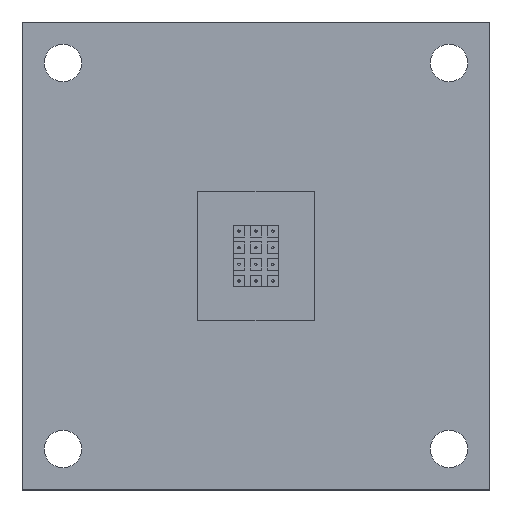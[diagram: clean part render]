
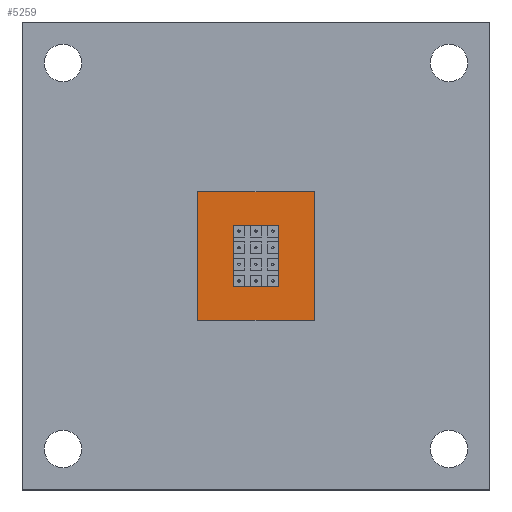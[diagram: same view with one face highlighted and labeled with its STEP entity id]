
A CAD part, top view. The second image highlights one B-rep face of the part: STEP entity #5259.
In plain terms, the highlighted planar face has unit normal (0, 0, 1).
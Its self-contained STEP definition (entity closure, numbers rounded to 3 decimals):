
#168 = PLANE('',#169);
#169 = AXIS2_PLACEMENT_3D('',#170,#171,#172);
#170 = CARTESIAN_POINT('',(2.62,-1.945,3.28));
#171 = DIRECTION('',(0.,-1.,0.));
#172 = DIRECTION('',(-1.,0.,0.));
#603 = PLANE('',#604);
#604 = AXIS2_PLACEMENT_3D('',#605,#606,#607);
#605 = CARTESIAN_POINT('',(-2.62,1.945,3.28));
#606 = DIRECTION('',(0.,1.,0.));
#607 = DIRECTION('',(1.,0.,0.));
#657 = PLANE('',#658);
#658 = AXIS2_PLACEMENT_3D('',#659,#660,#661);
#659 = CARTESIAN_POINT('',(-2.62,-1.945,3.28));
#660 = DIRECTION('',(-1.,0.,0.));
#661 = DIRECTION('',(0.,1.,0.));
#882 = PLANE('',#883);
#883 = AXIS2_PLACEMENT_3D('',#884,#885,#886);
#884 = CARTESIAN_POINT('',(2.62,1.945,3.28));
#885 = DIRECTION('',(1.,0.,0.));
#886 = DIRECTION('',(0.,-1.,0.));
#4710 = VERTEX_POINT('',#4711);
#4711 = CARTESIAN_POINT('',(-2.62,1.945,3.28));
#4742 = VERTEX_POINT('',#4743);
#4743 = CARTESIAN_POINT('',(-2.62,-1.945,3.28));
#4764 = EDGE_CURVE('',#4742,#4710,#4765,.T.);
#4765 = SURFACE_CURVE('',#4766,(#4770,#4777),.PCURVE_S1.);
#4766 = LINE('',#4767,#4768);
#4767 = CARTESIAN_POINT('',(-2.62,-0.973,3.28));
#4768 = VECTOR('',#4769,1.);
#4769 = DIRECTION('',(0.,1.,0.));
#4770 = PCURVE('',#657,#4771);
#4771 = DEFINITIONAL_REPRESENTATION('',(#4772),#4776);
#4772 = LINE('',#4773,#4774);
#4773 = CARTESIAN_POINT('',(0.973,0.));
#4774 = VECTOR('',#4775,1.);
#4775 = DIRECTION('',(1.,0.));
#4776 = ( GEOMETRIC_REPRESENTATION_CONTEXT(2) 
PARAMETRIC_REPRESENTATION_CONTEXT() REPRESENTATION_CONTEXT('2D SPACE',''
  ) );
#4777 = PCURVE('',#4778,#4783);
#4778 = PLANE('',#4779);
#4779 = AXIS2_PLACEMENT_3D('',#4780,#4781,#4782);
#4780 = CARTESIAN_POINT('',(0.,0.,3.28));
#4781 = DIRECTION('',(0.,0.,1.));
#4782 = DIRECTION('',(1.,0.,-0.));
#4783 = DEFINITIONAL_REPRESENTATION('',(#4784),#4788);
#4784 = LINE('',#4785,#4786);
#4785 = CARTESIAN_POINT('',(-2.62,-0.973));
#4786 = VECTOR('',#4787,1.);
#4787 = DIRECTION('',(0.,1.));
#4788 = ( GEOMETRIC_REPRESENTATION_CONTEXT(2) 
PARAMETRIC_REPRESENTATION_CONTEXT() REPRESENTATION_CONTEXT('2D SPACE',''
  ) );
#4808 = VERTEX_POINT('',#4809);
#4809 = CARTESIAN_POINT('',(2.62,-1.945,3.28));
#4830 = EDGE_CURVE('',#4808,#4742,#4831,.T.);
#4831 = SURFACE_CURVE('',#4832,(#4836,#4843),.PCURVE_S1.);
#4832 = LINE('',#4833,#4834);
#4833 = CARTESIAN_POINT('',(1.31,-1.945,3.28));
#4834 = VECTOR('',#4835,1.);
#4835 = DIRECTION('',(-1.,0.,0.));
#4836 = PCURVE('',#168,#4837);
#4837 = DEFINITIONAL_REPRESENTATION('',(#4838),#4842);
#4838 = LINE('',#4839,#4840);
#4839 = CARTESIAN_POINT('',(1.31,-0.));
#4840 = VECTOR('',#4841,1.);
#4841 = DIRECTION('',(1.,0.));
#4842 = ( GEOMETRIC_REPRESENTATION_CONTEXT(2) 
PARAMETRIC_REPRESENTATION_CONTEXT() REPRESENTATION_CONTEXT('2D SPACE',''
  ) );
#4843 = PCURVE('',#4778,#4844);
#4844 = DEFINITIONAL_REPRESENTATION('',(#4845),#4849);
#4845 = LINE('',#4846,#4847);
#4846 = CARTESIAN_POINT('',(1.31,-1.945));
#4847 = VECTOR('',#4848,1.);
#4848 = DIRECTION('',(-1.,0.));
#4849 = ( GEOMETRIC_REPRESENTATION_CONTEXT(2) 
PARAMETRIC_REPRESENTATION_CONTEXT() REPRESENTATION_CONTEXT('2D SPACE',''
  ) );
#4865 = VERTEX_POINT('',#4866);
#4866 = CARTESIAN_POINT('',(2.62,1.945,3.28));
#4887 = EDGE_CURVE('',#4865,#4808,#4888,.T.);
#4888 = SURFACE_CURVE('',#4889,(#4893,#4900),.PCURVE_S1.);
#4889 = LINE('',#4890,#4891);
#4890 = CARTESIAN_POINT('',(2.62,0.973,3.28));
#4891 = VECTOR('',#4892,1.);
#4892 = DIRECTION('',(0.,-1.,0.));
#4893 = PCURVE('',#882,#4894);
#4894 = DEFINITIONAL_REPRESENTATION('',(#4895),#4899);
#4895 = LINE('',#4896,#4897);
#4896 = CARTESIAN_POINT('',(0.973,0.));
#4897 = VECTOR('',#4898,1.);
#4898 = DIRECTION('',(1.,0.));
#4899 = ( GEOMETRIC_REPRESENTATION_CONTEXT(2) 
PARAMETRIC_REPRESENTATION_CONTEXT() REPRESENTATION_CONTEXT('2D SPACE',''
  ) );
#4900 = PCURVE('',#4778,#4901);
#4901 = DEFINITIONAL_REPRESENTATION('',(#4902),#4906);
#4902 = LINE('',#4903,#4904);
#4903 = CARTESIAN_POINT('',(2.62,0.973));
#4904 = VECTOR('',#4905,1.);
#4905 = DIRECTION('',(0.,-1.));
#4906 = ( GEOMETRIC_REPRESENTATION_CONTEXT(2) 
PARAMETRIC_REPRESENTATION_CONTEXT() REPRESENTATION_CONTEXT('2D SPACE',''
  ) );
#4911 = EDGE_CURVE('',#4710,#4865,#4912,.T.);
#4912 = SURFACE_CURVE('',#4913,(#4917,#4924),.PCURVE_S1.);
#4913 = LINE('',#4914,#4915);
#4914 = CARTESIAN_POINT('',(-1.31,1.945,3.28));
#4915 = VECTOR('',#4916,1.);
#4916 = DIRECTION('',(1.,0.,0.));
#4917 = PCURVE('',#603,#4918);
#4918 = DEFINITIONAL_REPRESENTATION('',(#4919),#4923);
#4919 = LINE('',#4920,#4921);
#4920 = CARTESIAN_POINT('',(1.31,0.));
#4921 = VECTOR('',#4922,1.);
#4922 = DIRECTION('',(1.,0.));
#4923 = ( GEOMETRIC_REPRESENTATION_CONTEXT(2) 
PARAMETRIC_REPRESENTATION_CONTEXT() REPRESENTATION_CONTEXT('2D SPACE',''
  ) );
#4924 = PCURVE('',#4778,#4925);
#4925 = DEFINITIONAL_REPRESENTATION('',(#4926),#4930);
#4926 = LINE('',#4927,#4928);
#4927 = CARTESIAN_POINT('',(-1.31,1.945));
#4928 = VECTOR('',#4929,1.);
#4929 = DIRECTION('',(1.,0.));
#4930 = ( GEOMETRIC_REPRESENTATION_CONTEXT(2) 
PARAMETRIC_REPRESENTATION_CONTEXT() REPRESENTATION_CONTEXT('2D SPACE',''
  ) );
#4965 = PLANE('',#4966);
#4966 = AXIS2_PLACEMENT_3D('',#4967,#4968,#4969);
#4967 = CARTESIAN_POINT('',(5.5,-5.,1.72));
#4968 = DIRECTION('',(1.,0.,0.));
#4969 = DIRECTION('',(-0.,1.,0.));
#4990 = VERTEX_POINT('',#4991);
#4991 = CARTESIAN_POINT('',(5.5,5.,3.28));
#5005 = PLANE('',#5006);
#5006 = AXIS2_PLACEMENT_3D('',#5007,#5008,#5009);
#5007 = CARTESIAN_POINT('',(5.5,5.,1.72));
#5008 = DIRECTION('',(0.,1.,0.));
#5009 = DIRECTION('',(-1.,0.,0.));
#5017 = EDGE_CURVE('',#5018,#4990,#5020,.T.);
#5018 = VERTEX_POINT('',#5019);
#5019 = CARTESIAN_POINT('',(5.5,-5.,3.28));
#5020 = SURFACE_CURVE('',#5021,(#5025,#5032),.PCURVE_S1.);
#5021 = LINE('',#5022,#5023);
#5022 = CARTESIAN_POINT('',(5.5,5.,3.28));
#5023 = VECTOR('',#5024,1.);
#5024 = DIRECTION('',(0.,1.,0.));
#5025 = PCURVE('',#4965,#5026);
#5026 = DEFINITIONAL_REPRESENTATION('',(#5027),#5031);
#5027 = LINE('',#5028,#5029);
#5028 = CARTESIAN_POINT('',(10.,1.56));
#5029 = VECTOR('',#5030,1.);
#5030 = DIRECTION('',(1.,0.));
#5031 = ( GEOMETRIC_REPRESENTATION_CONTEXT(2) 
PARAMETRIC_REPRESENTATION_CONTEXT() REPRESENTATION_CONTEXT('2D SPACE',''
  ) );
#5032 = PCURVE('',#4778,#5033);
#5033 = DEFINITIONAL_REPRESENTATION('',(#5034),#5038);
#5034 = LINE('',#5035,#5036);
#5035 = CARTESIAN_POINT('',(5.5,5.));
#5036 = VECTOR('',#5037,1.);
#5037 = DIRECTION('',(0.,1.));
#5038 = ( GEOMETRIC_REPRESENTATION_CONTEXT(2) 
PARAMETRIC_REPRESENTATION_CONTEXT() REPRESENTATION_CONTEXT('2D SPACE',''
  ) );
#5054 = PLANE('',#5055);
#5055 = AXIS2_PLACEMENT_3D('',#5056,#5057,#5058);
#5056 = CARTESIAN_POINT('',(-5.5,-5.,1.72));
#5057 = DIRECTION('',(0.,-1.,0.));
#5058 = DIRECTION('',(1.,0.,0.));
#5093 = EDGE_CURVE('',#5094,#5018,#5096,.T.);
#5094 = VERTEX_POINT('',#5095);
#5095 = CARTESIAN_POINT('',(-5.5,-5.,3.28));
#5096 = SURFACE_CURVE('',#5097,(#5101,#5108),.PCURVE_S1.);
#5097 = LINE('',#5098,#5099);
#5098 = CARTESIAN_POINT('',(5.5,-5.,3.28));
#5099 = VECTOR('',#5100,1.);
#5100 = DIRECTION('',(1.,0.,0.));
#5101 = PCURVE('',#5054,#5102);
#5102 = DEFINITIONAL_REPRESENTATION('',(#5103),#5107);
#5103 = LINE('',#5104,#5105);
#5104 = CARTESIAN_POINT('',(11.,1.56));
#5105 = VECTOR('',#5106,1.);
#5106 = DIRECTION('',(1.,0.));
#5107 = ( GEOMETRIC_REPRESENTATION_CONTEXT(2) 
PARAMETRIC_REPRESENTATION_CONTEXT() REPRESENTATION_CONTEXT('2D SPACE',''
  ) );
#5108 = PCURVE('',#4778,#5109);
#5109 = DEFINITIONAL_REPRESENTATION('',(#5110),#5114);
#5110 = LINE('',#5111,#5112);
#5111 = CARTESIAN_POINT('',(5.5,-5.));
#5112 = VECTOR('',#5113,1.);
#5113 = DIRECTION('',(1.,0.));
#5114 = ( GEOMETRIC_REPRESENTATION_CONTEXT(2) 
PARAMETRIC_REPRESENTATION_CONTEXT() REPRESENTATION_CONTEXT('2D SPACE',''
  ) );
#5130 = PLANE('',#5131);
#5131 = AXIS2_PLACEMENT_3D('',#5132,#5133,#5134);
#5132 = CARTESIAN_POINT('',(-5.5,5.,1.72));
#5133 = DIRECTION('',(-1.,0.,0.));
#5134 = DIRECTION('',(0.,-1.,0.));
#5169 = EDGE_CURVE('',#5170,#5094,#5172,.T.);
#5170 = VERTEX_POINT('',#5171);
#5171 = CARTESIAN_POINT('',(-5.5,5.,3.28));
#5172 = SURFACE_CURVE('',#5173,(#5177,#5184),.PCURVE_S1.);
#5173 = LINE('',#5174,#5175);
#5174 = CARTESIAN_POINT('',(-5.5,-5.,3.28));
#5175 = VECTOR('',#5176,1.);
#5176 = DIRECTION('',(0.,-1.,0.));
#5177 = PCURVE('',#5130,#5178);
#5178 = DEFINITIONAL_REPRESENTATION('',(#5179),#5183);
#5179 = LINE('',#5180,#5181);
#5180 = CARTESIAN_POINT('',(10.,1.56));
#5181 = VECTOR('',#5182,1.);
#5182 = DIRECTION('',(1.,0.));
#5183 = ( GEOMETRIC_REPRESENTATION_CONTEXT(2) 
PARAMETRIC_REPRESENTATION_CONTEXT() REPRESENTATION_CONTEXT('2D SPACE',''
  ) );
#5184 = PCURVE('',#4778,#5185);
#5185 = DEFINITIONAL_REPRESENTATION('',(#5186),#5190);
#5186 = LINE('',#5187,#5188);
#5187 = CARTESIAN_POINT('',(-5.5,-5.));
#5188 = VECTOR('',#5189,1.);
#5189 = DIRECTION('',(0.,-1.));
#5190 = ( GEOMETRIC_REPRESENTATION_CONTEXT(2) 
PARAMETRIC_REPRESENTATION_CONTEXT() REPRESENTATION_CONTEXT('2D SPACE',''
  ) );
#5238 = EDGE_CURVE('',#4990,#5170,#5239,.T.);
#5239 = SURFACE_CURVE('',#5240,(#5244,#5251),.PCURVE_S1.);
#5240 = LINE('',#5241,#5242);
#5241 = CARTESIAN_POINT('',(-5.5,5.,3.28));
#5242 = VECTOR('',#5243,1.);
#5243 = DIRECTION('',(-1.,0.,0.));
#5244 = PCURVE('',#5005,#5245);
#5245 = DEFINITIONAL_REPRESENTATION('',(#5246),#5250);
#5246 = LINE('',#5247,#5248);
#5247 = CARTESIAN_POINT('',(11.,1.56));
#5248 = VECTOR('',#5249,1.);
#5249 = DIRECTION('',(1.,0.));
#5250 = ( GEOMETRIC_REPRESENTATION_CONTEXT(2) 
PARAMETRIC_REPRESENTATION_CONTEXT() REPRESENTATION_CONTEXT('2D SPACE',''
  ) );
#5251 = PCURVE('',#4778,#5252);
#5252 = DEFINITIONAL_REPRESENTATION('',(#5253),#5257);
#5253 = LINE('',#5254,#5255);
#5254 = CARTESIAN_POINT('',(-5.5,5.));
#5255 = VECTOR('',#5256,1.);
#5256 = DIRECTION('',(-1.,0.));
#5257 = ( GEOMETRIC_REPRESENTATION_CONTEXT(2) 
PARAMETRIC_REPRESENTATION_CONTEXT() REPRESENTATION_CONTEXT('2D SPACE',''
  ) );
#5259 = ADVANCED_FACE('',(#5260,#5266),#4778,.T.);
#5260 = FACE_BOUND('',#5261,.T.);
#5261 = EDGE_LOOP('',(#5262,#5263,#5264,#5265));
#5262 = ORIENTED_EDGE('',*,*,#5238,.T.);
#5263 = ORIENTED_EDGE('',*,*,#5169,.T.);
#5264 = ORIENTED_EDGE('',*,*,#5093,.T.);
#5265 = ORIENTED_EDGE('',*,*,#5017,.T.);
#5266 = FACE_BOUND('',#5267,.T.);
#5267 = EDGE_LOOP('',(#5268,#5269,#5270,#5271));
#5268 = ORIENTED_EDGE('',*,*,#4764,.T.);
#5269 = ORIENTED_EDGE('',*,*,#4911,.T.);
#5270 = ORIENTED_EDGE('',*,*,#4887,.T.);
#5271 = ORIENTED_EDGE('',*,*,#4830,.T.);
